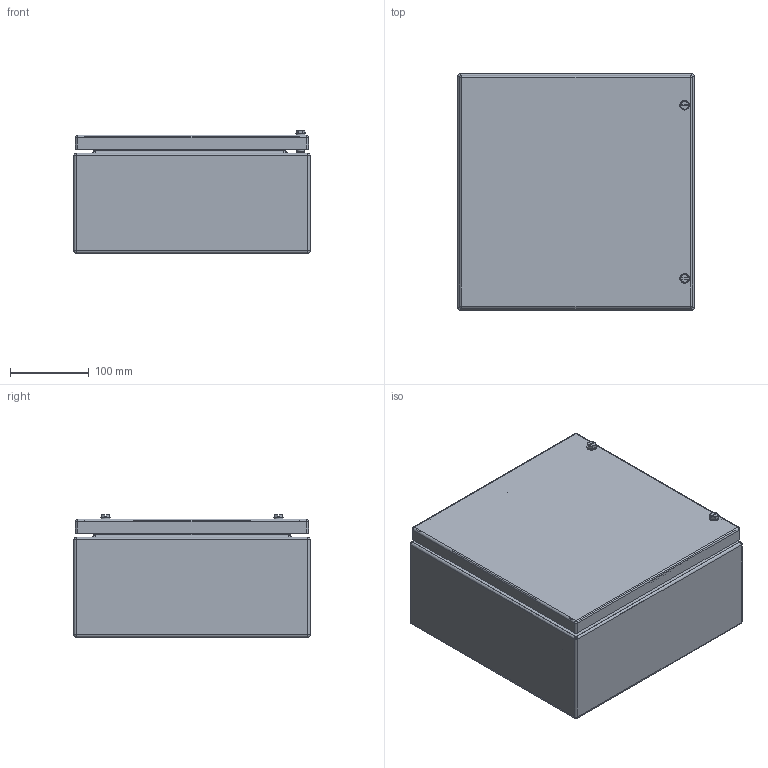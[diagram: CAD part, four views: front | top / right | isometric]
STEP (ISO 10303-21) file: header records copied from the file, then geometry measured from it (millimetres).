
FILE_DESCRIPTION(('CATIA V5 STEP Exchange','CAx-IF Rec.Pracs.--- Model Styling and Organization---1.4--- 2014-01-23'),'2;1');
FILE_NAME ('D1518368_2_8000090343_8000090343.stp','2022-08-30T17:08:15+00:00',('none'),('Weidmueller'),'CATIA Version 5-6 Release 2016 SP3 HF44','CATIA V5 STEP AP214','none');
FILE_SCHEMA(('AUTOMOTIVE_DESIGN { 1 0 10303 214 1 1 1 1 }'));
Length unit declared in the file: millimetre
Products named in the file (1): HS KEBI 300X300X150 0GP
Bounding box: 300 x 300 x 155.6 mm (x, y, z)
Volume: 760932.1 mm3; surface area: 873723.9 mm2
Topology: 25 solids, 25 shells, 604 faces, 1466 edges, 916 vertices
Faces by surface type: cylinder 270, plane 242, cone 28, sphere 24, torus 24, bspline 16
Entity records: 18801 total; most frequent: CARTESIAN_POINT 5359, ORIENTED_EDGE 2884, DIRECTION 2386, EDGE_CURVE 1442, AXIS2_PLACEMENT_3D 1049, VERTEX_POINT 916, VECTOR 750, LINE 750
